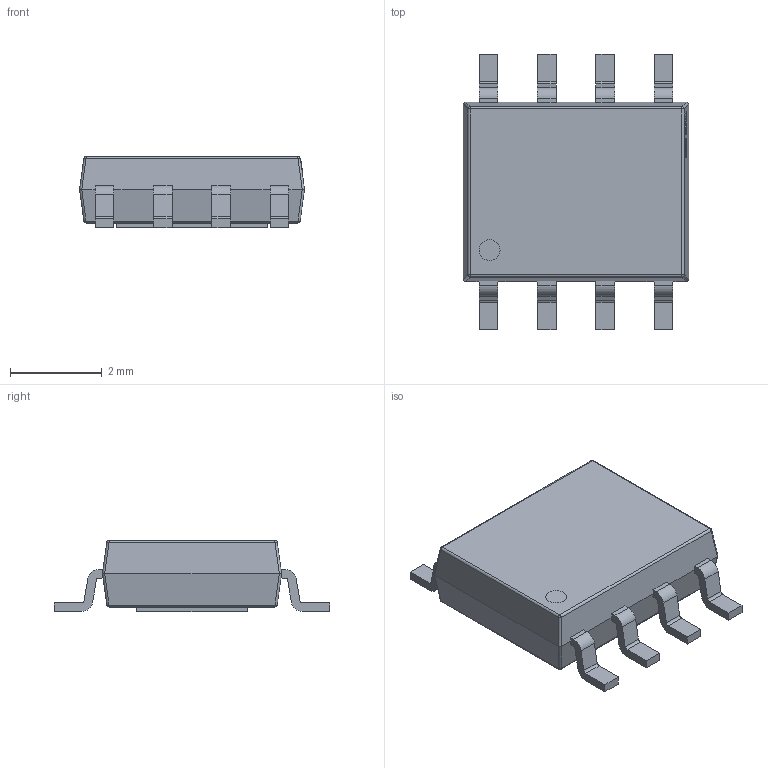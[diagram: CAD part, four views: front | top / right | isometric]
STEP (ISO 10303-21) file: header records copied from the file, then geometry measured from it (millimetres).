
FILE_DESCRIPTION (( 'STEP AP214' ), '1' );
FILE_NAME ('ESOP-8_L4.9-W3.9-P1.27-LS6.0-BR-EP3.STEP', '2023-08-16T07:45:14', ( 'PC' ), ( 'Microsoft' ), 'SwSTEP 2.0', 'SolidWorks 2020', '' );
FILE_SCHEMA (( 'AUTOMOTIVE_DESIGN' ));
Length unit declared in the file: millimetre
Products named in the file (1): ESOP-8_L4.9-W3.9-P1.27-LS6.0-BR-EP3
Bounding box: 4.9 x 6 x 1.55 mm (x, y, z)
Volume: 28.2 mm3; surface area: 75.7 mm2
Topology: 1 solids, 1 shells, 370 faces, 1009 edges, 662 vertices
Faces by surface type: plane 214, bspline 98, cylinder 50, sphere 8
Entity records: 16205 total; most frequent: CARTESIAN_POINT 3360, ORIENTED_EDGE 2018, DIRECTION 1443, EDGE_CURVE 1009, LINE 713, VECTOR 713, VERTEX_POINT 662, EDGE_LOOP 391
